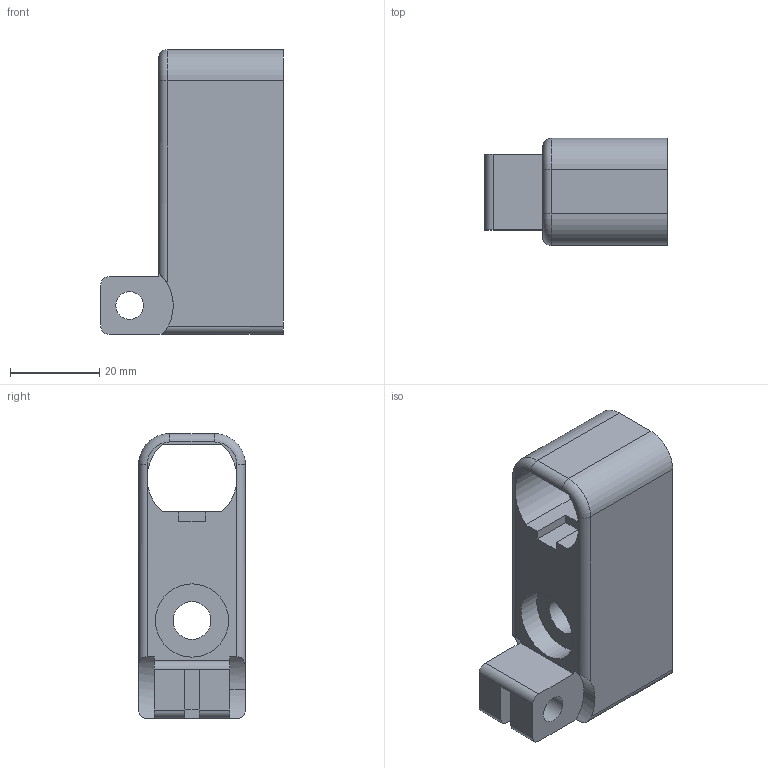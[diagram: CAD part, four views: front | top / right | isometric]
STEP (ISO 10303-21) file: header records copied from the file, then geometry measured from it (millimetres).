
FILE_DESCRIPTION(('FreeCAD Model'),'2;1');
FILE_NAME('Open CASCADE Shape Model','2023-02-20T21:05:19',(''),(''), 'Open CASCADE STEP processor 7.6','FreeCAD','Unknown');
FILE_SCHEMA(('AUTOMOTIVE_DESIGN { 1 0 10303 214 1 1 1 1 }'));
Length unit declared in the file: millimetre
Products named in the file (1): корпус наклонного механизма
Bounding box: 41 x 24 x 64 mm (x, y, z)
Volume: 33103.7 mm3; surface area: 10924.4 mm2
Topology: 1 solids, 1 shells, 50 faces, 135 edges, 88 vertices
Faces by surface type: plane 28, cylinder 20, torus 2
Full cylindrical faces by diameter (mm): 6.2 x2, 8.5 x1, 16.45 x2
Entity records: 3651 total; most frequent: CARTESIAN_POINT 898, DIRECTION 520, LINE 319, VECTOR 319, ORIENTED_EDGE 270, PCURVE 270, DEFINITIONAL_REPRESENTATION 270, EDGE_CURVE 135
